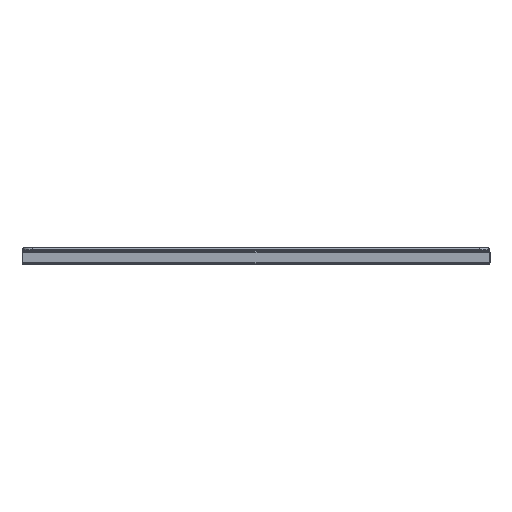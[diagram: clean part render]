
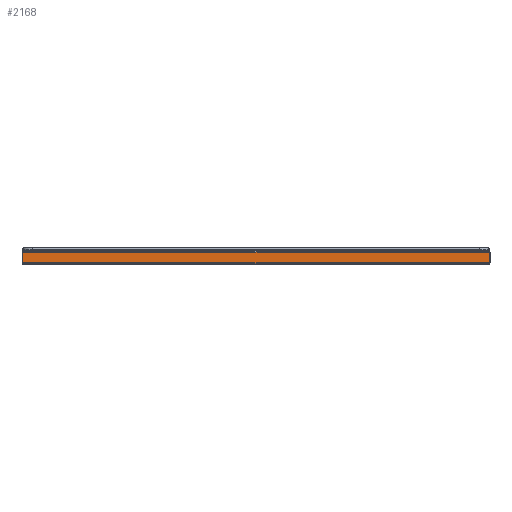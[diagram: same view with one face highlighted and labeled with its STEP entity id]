
A CAD part, left-side view. The second image highlights one B-rep face of the part: STEP entity #2168.
In plain terms, the highlighted planar face has unit normal (-1, 0, 0).
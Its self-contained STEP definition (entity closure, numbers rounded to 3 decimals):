
#225 = CARTESIAN_POINT ( 'NONE',  ( 0., 597.859, 1. ) ) ;
#1085 = EDGE_CURVE ( 'NONE', #4008, #4048, #2232, .T. ) ;
#1090 = CARTESIAN_POINT ( 'NONE',  ( 0., 1.707, 14.5 ) ) ;
#1162 = CARTESIAN_POINT ( 'NONE',  ( 0., 1.141, 1. ) ) ;
#1597 = VECTOR ( 'NONE', #2981, 1000. ) ;
#1955 = VECTOR ( 'NONE', #3504, 1000. ) ;
#2009 = DIRECTION ( 'NONE',  ( 0., 0., -1. ) ) ;
#2168 = ADVANCED_FACE ( 'NONE', ( #5053 ), #3600, .F. ) ;
#2232 = LINE ( 'NONE', #225, #4907 ) ;
#2414 = EDGE_LOOP ( 'NONE', ( #3269, #3244, #3819, #3320 ) ) ;
#2500 = DIRECTION ( 'NONE',  ( 1., 0., 0. ) ) ;
#2525 = VERTEX_POINT ( 'NONE', #3913 ) ;
#2527 = CARTESIAN_POINT ( 'NONE',  ( 0., 597.859, 1. ) ) ;
#2636 = AXIS2_PLACEMENT_3D ( 'NONE', #5106, #2500, #2009 ) ;
#2642 = CARTESIAN_POINT ( 'NONE',  ( 0., 597.859, 14.5 ) ) ;
#2703 = LINE ( 'NONE', #1162, #1955 ) ;
#2835 = VECTOR ( 'NONE', #2977, 1000. ) ;
#2977 = DIRECTION ( 'NONE',  ( 0., 1., 0. ) ) ;
#2981 = DIRECTION ( 'NONE',  ( 0., 1., 0. ) ) ;
#3065 = CARTESIAN_POINT ( 'NONE',  ( 0., 599., 1. ) ) ;
#3071 = EDGE_CURVE ( 'NONE', #3109, #4048, #5014, .T. ) ;
#3109 = VERTEX_POINT ( 'NONE', #4234 ) ;
#3244 = ORIENTED_EDGE ( 'NONE', *, *, #1085, .F. ) ;
#3269 = ORIENTED_EDGE ( 'NONE', *, *, #3071, .T. ) ;
#3320 = ORIENTED_EDGE ( 'NONE', *, *, #3760, .T. ) ;
#3504 = DIRECTION ( 'NONE',  ( 0., 0., 1. ) ) ;
#3600 = PLANE ( 'NONE',  #2636 ) ;
#3729 = LINE ( 'NONE', #3065, #2835 ) ;
#3760 = EDGE_CURVE ( 'NONE', #2525, #3109, #2703, .T. ) ;
#3819 = ORIENTED_EDGE ( 'NONE', *, *, #5097, .F. ) ;
#3913 = CARTESIAN_POINT ( 'NONE',  ( 0., 1.141, 1. ) ) ;
#4008 = VERTEX_POINT ( 'NONE', #2527 ) ;
#4048 = VERTEX_POINT ( 'NONE', #2642 ) ;
#4234 = CARTESIAN_POINT ( 'NONE',  ( 0., 1.141, 14.5 ) ) ;
#4633 = DIRECTION ( 'NONE',  ( 0., 0., 1. ) ) ;
#4907 = VECTOR ( 'NONE', #4633, 1000. ) ;
#5014 = LINE ( 'NONE', #1090, #1597 ) ;
#5053 = FACE_OUTER_BOUND ( 'NONE', #2414, .T. ) ;
#5097 = EDGE_CURVE ( 'NONE', #2525, #4008, #3729, .T. ) ;
#5106 = CARTESIAN_POINT ( 'NONE',  ( 0., 0., 0. ) ) ;
